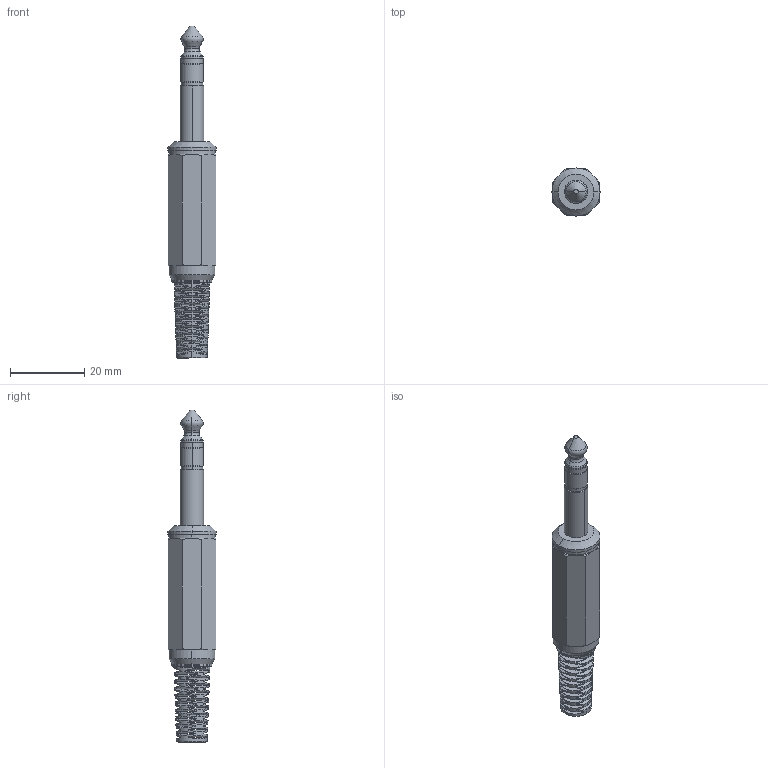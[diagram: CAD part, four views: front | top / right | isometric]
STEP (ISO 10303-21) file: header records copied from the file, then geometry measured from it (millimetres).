
FILE_DESCRIPTION (( 'STEP AP214' ), '1' );
FILE_NAME ('4833.1310-03.STEP', '2021-04-12T08:27:48', ( '' ), ( '' ), 'SwSTEP 2.0', 'SolidWorks 2020', '' );
FILE_SCHEMA (( 'AUTOMOTIVE_DESIGN' ));
Length unit declared in the file: millimetre
Products named in the file (1): 4833.1310-03
Bounding box: 13 x 13 x 89.64 mm (x, y, z)
Volume: 6098.8 mm3; surface area: 4321.2 mm2
Topology: 1 solids, 2 shells, 340 faces, 1049 edges, 688 vertices
Faces by surface type: cylinder 144, plane 140, cone 42, torus 14
Entity records: 13412 total; most frequent: CARTESIAN_POINT 5151, ORIENTED_EDGE 2098, DIRECTION 1305, EDGE_CURVE 1049, VERTEX_POINT 688, AXIS2_PLACEMENT_3D 479, EDGE_LOOP 431, LINE 347
